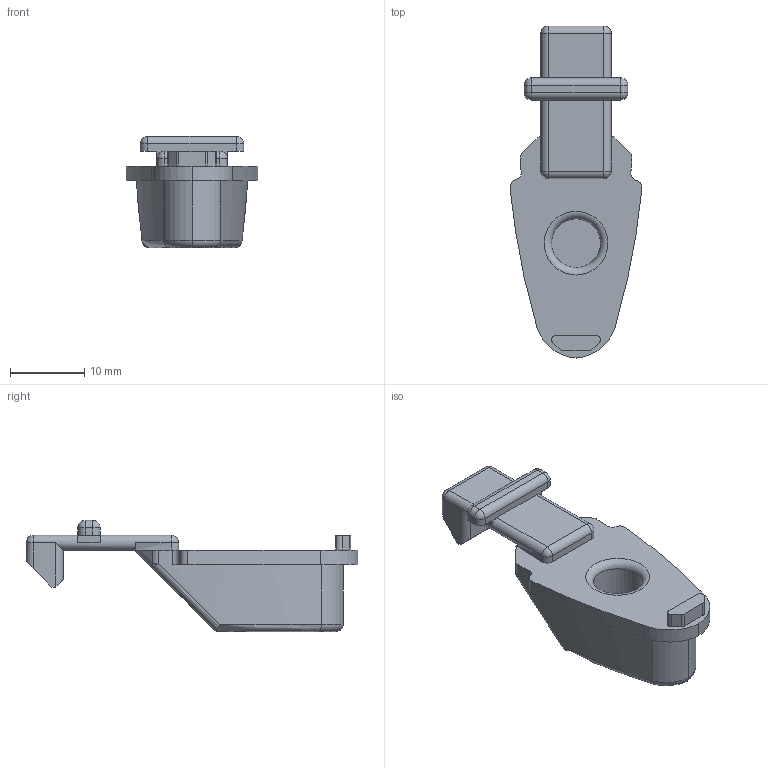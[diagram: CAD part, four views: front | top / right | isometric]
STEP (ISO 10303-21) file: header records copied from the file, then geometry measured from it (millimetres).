
FILE_DESCRIPTION(('STEP AP242'), '1');
FILE_NAME('itemVacuumCleanerButton', '', ('UNSPECIFIED'), ('UNSPECIFIED'), 'C3D Converter', 'C3D Toolkit', '');
FILE_SCHEMA(('AP242_MANAGED_MODEL_BASED_3D_ENGINEERING_MIM_LF { 1 0 10303 442 1 1 4 }'));
Length unit declared in the file: millimetre
Bounding box: 17.81 x 44.82 x 15 mm (x, y, z)
Surface area: 2181.2 mm2 (no closed solid volume)
Topology: 0 solids, 1 shells, 95 faces, 239 edges, 136 vertices
Faces by surface type: cylinder 40, plane 38, sphere 8, torus 5, bspline 4
Full cylindrical faces by diameter (mm): 6.6 x1
Entity records: 3138 total; most frequent: CARTESIAN_POINT 928, DIRECTION 465, ORIENTED_EDGE 452, EDGE_CURVE 227, AXIS2_PLACEMENT_3D 175, VERTEX_POINT 138, LINE 115, VECTOR 115
